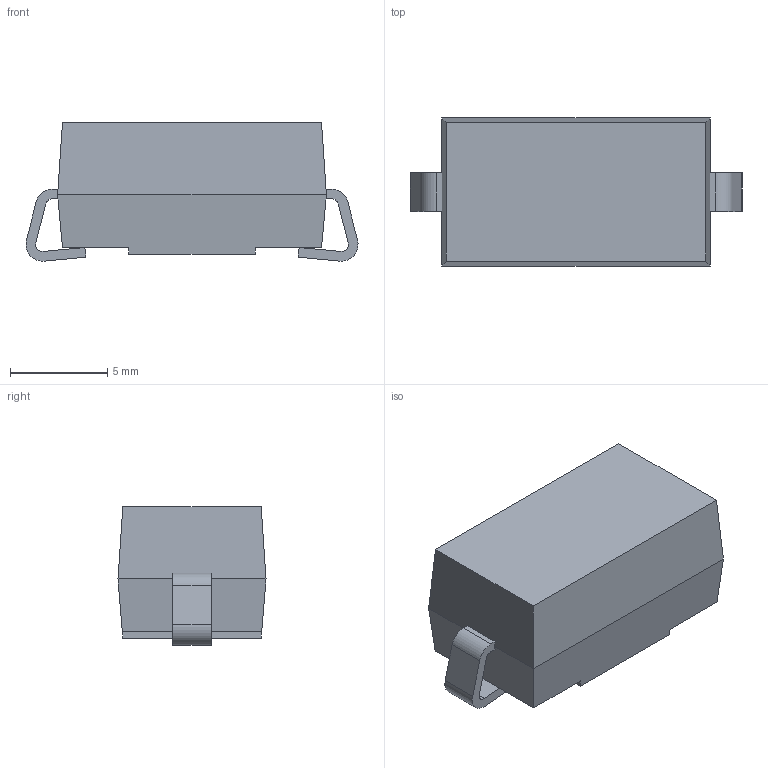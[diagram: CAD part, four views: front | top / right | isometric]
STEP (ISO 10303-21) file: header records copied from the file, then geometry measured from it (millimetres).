
FILE_DESCRIPTION(('FreeCAD Model'),'2;1');
FILE_NAME('TE_SMW-5W.step','2017-06-08T16:59:05',( 'kicad StepUp'),('ksu MCAD'),'Open CASCADE STEP processor 6.8', 'FreeCAD','Unknown');
FILE_SCHEMA(('AUTOMOTIVE_DESIGN_CC2 { 1 2 10303 214 -1 1 5 4 }'));
Length unit declared in the file: millimetre
Products named in the file (1): TE_SMW-5W
Bounding box: 17.05 x 7.6 x 7.1 mm (x, y, z)
Volume: 667.7 mm3; surface area: 531.7 mm2
Topology: 1 solids, 1 shells, 40 faces, 110 edges, 72 vertices
Faces by surface type: plane 32, cylinder 8
Entity records: 1551 total; most frequent: CARTESIAN_POINT 223, ORIENTED_EDGE 220, DIRECTION 208, EDGE_CURVE 110, LINE 94, VECTOR 94, VERTEX_POINT 72, AXIS2_PLACEMENT_3D 57
